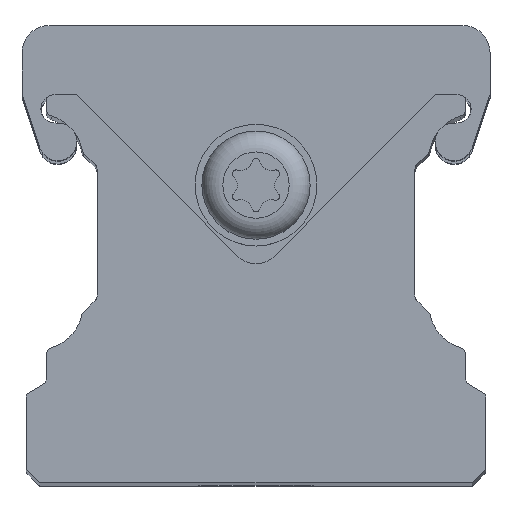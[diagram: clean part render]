
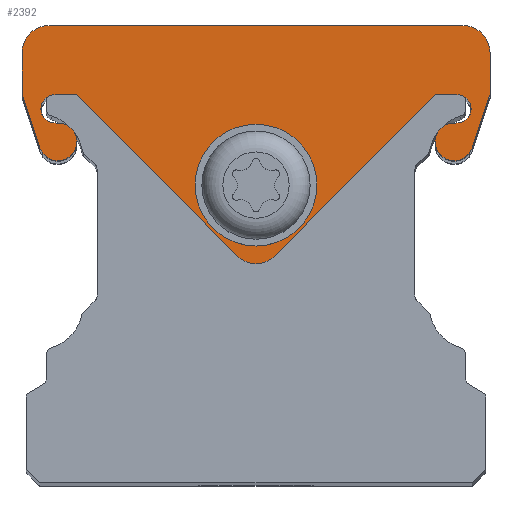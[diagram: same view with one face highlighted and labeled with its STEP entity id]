
A CAD part, top view. The second image highlights one B-rep face of the part: STEP entity #2392.
In plain terms, the highlighted planar face has unit normal (0, 0, 1).
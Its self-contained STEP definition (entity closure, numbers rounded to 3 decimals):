
#11 = VERTEX_POINT ( 'NONE', #2548 ) ;
#12 = VERTEX_POINT ( 'NONE', #2549 ) ;
#15 = VERTEX_POINT ( 'NONE', #2537 ) ;
#18 = VERTEX_POINT ( 'NONE', #2554 ) ;
#98 = EDGE_CURVE ( 'NONE', #2496, #2494, #613, .T. ) ;
#103 = EDGE_CURVE ( 'NONE', #2498, #2496, #619, .T. ) ;
#106 = EDGE_CURVE ( 'NONE', #2501, #2498, #626, .T. ) ;
#109 = EDGE_CURVE ( 'NONE', #11, #2501, #629, .T. ) ;
#112 = EDGE_CURVE ( 'NONE', #18, #11, #635, .T. ) ;
#115 = EDGE_CURVE ( 'NONE', #12, #18, #641, .T. ) ;
#116 = EDGE_CURVE ( 'NONE', #2404, #12, #643, .T. ) ;
#123 = EDGE_CURVE ( 'NONE', #2529, #2404, #653, .T. ) ;
#126 = EDGE_CURVE ( 'NONE', #2421, #2529, #659, .T. ) ;
#129 = EDGE_CURVE ( 'NONE', #2422, #2421, #667, .T. ) ;
#132 = EDGE_CURVE ( 'NONE', #2423, #2422, #669, .T. ) ;
#135 = EDGE_CURVE ( 'NONE', #2425, #2423, #674, .T. ) ;
#136 = EDGE_CURVE ( 'NONE', #15, #2425, #677, .T. ) ;
#143 = EDGE_CURVE ( 'NONE', #427, #15, #690, .T. ) ;
#146 = EDGE_CURVE ( 'NONE', #2275, #427, #692, .T. ) ;
#149 = EDGE_CURVE ( 'NONE', #2494, #2275, #687, .T. ) ;
#152 = EDGE_CURVE ( 'NONE', #3975, #3975, #704, .T. ) ;
#427 = VERTEX_POINT ( 'NONE', #2910 ) ;
#494 = FACE_BOUND ( 'NONE', #2111, .T. ) ;
#496 = FACE_OUTER_BOUND ( 'NONE', #2137, .T. ) ;
#613 = CIRCLE ( 'NONE', #1307, 2. ) ;
#619 = LINE ( 'NONE', #2741, #620 ) ;
#620 = VECTOR ( 'NONE', #2742, 1000. ) ;
#626 = CIRCLE ( 'NONE', #1306, 2. ) ;
#629 = LINE ( 'NONE', #2755, #630 ) ;
#630 = VECTOR ( 'NONE', #2756, 1000. ) ;
#635 = LINE ( 'NONE', #2761, #636 ) ;
#636 = VECTOR ( 'NONE', #2762, 1000. ) ;
#641 = CIRCLE ( 'NONE', #1309, 1.4 ) ;
#643 = CIRCLE ( 'NONE', #1311, 1.054 ) ;
#653 = LINE ( 'NONE', #2788, #654 ) ;
#654 = VECTOR ( 'NONE', #2789, 1000. ) ;
#659 = LINE ( 'NONE', #2794, #660 ) ;
#660 = VECTOR ( 'NONE', #2795, 1000. ) ;
#667 = CIRCLE ( 'NONE', #1316, 2. ) ;
#669 = LINE ( 'NONE', #2807, #670 ) ;
#670 = VECTOR ( 'NONE', #2808, 1000. ) ;
#674 = LINE ( 'NONE', #2814, #675 ) ;
#675 = VECTOR ( 'NONE', #2815, 1000. ) ;
#677 = CIRCLE ( 'NONE', #1317, 1.054 ) ;
#687 = LINE ( 'NONE', #2838, #698 ) ;
#690 = CIRCLE ( 'NONE', #1310, 1.4 ) ;
#692 = LINE ( 'NONE', #2840, #693 ) ;
#693 = VECTOR ( 'NONE', #2841, 1000. ) ;
#698 = VECTOR ( 'NONE', #2848, 1000. ) ;
#704 = CIRCLE ( 'NONE', #1324, 2. ) ;
#1306 = AXIS2_PLACEMENT_3D ( 'NONE', #2746, #2749, #2750 ) ;
#1307 = AXIS2_PLACEMENT_3D ( 'NONE', #2728, #2731, #2732 ) ;
#1309 = AXIS2_PLACEMENT_3D ( 'NONE', #2767, #2769, #2770 ) ;
#1310 = AXIS2_PLACEMENT_3D ( 'NONE', #2832, #2834, #2835 ) ;
#1311 = AXIS2_PLACEMENT_3D ( 'NONE', #2765, #2772, #2773 ) ;
#1316 = AXIS2_PLACEMENT_3D ( 'NONE', #2799, #2801, #2802 ) ;
#1317 = AXIS2_PLACEMENT_3D ( 'NONE', #2812, #2817, #2818 ) ;
#1324 = AXIS2_PLACEMENT_3D ( 'NONE', #2844, #2856, #2857 ) ;
#1552 = AXIS2_PLACEMENT_3D ( 'NONE', #3789, #3799, #3800 ) ;
#1835 = ORIENTED_EDGE ( 'NONE', *, *, #136, .T. ) ;
#1836 = ORIENTED_EDGE ( 'NONE', *, *, #135, .T. ) ;
#1837 = ORIENTED_EDGE ( 'NONE', *, *, #132, .T. ) ;
#1838 = ORIENTED_EDGE ( 'NONE', *, *, #129, .T. ) ;
#1839 = ORIENTED_EDGE ( 'NONE', *, *, #126, .T. ) ;
#1941 = ORIENTED_EDGE ( 'NONE', *, *, #123, .T. ) ;
#1942 = ORIENTED_EDGE ( 'NONE', *, *, #116, .T. ) ;
#1943 = ORIENTED_EDGE ( 'NONE', *, *, #115, .T. ) ;
#1944 = ORIENTED_EDGE ( 'NONE', *, *, #112, .T. ) ;
#1945 = ORIENTED_EDGE ( 'NONE', *, *, #109, .T. ) ;
#1946 = ORIENTED_EDGE ( 'NONE', *, *, #106, .T. ) ;
#1947 = ORIENTED_EDGE ( 'NONE', *, *, #103, .T. ) ;
#1948 = ORIENTED_EDGE ( 'NONE', *, *, #98, .T. ) ;
#1949 = ORIENTED_EDGE ( 'NONE', *, *, #149, .T. ) ;
#1950 = ORIENTED_EDGE ( 'NONE', *, *, #146, .T. ) ;
#1951 = ORIENTED_EDGE ( 'NONE', *, *, #143, .T. ) ;
#1952 = ORIENTED_EDGE ( 'NONE', *, *, #152, .F. ) ;
#2111 = EDGE_LOOP ( 'NONE', ( #1952 ) ) ;
#2137 = EDGE_LOOP ( 'NONE', ( #1835, #1836, #1837, #1838, #1839, #1941, #1942, #1943, #1944, #1945, #1946, #1947, #1948, #1949, #1950, #1951 ) ) ;
#2275 = VERTEX_POINT ( 'NONE', #3398 ) ;
#2392 = ADVANCED_FACE ( 'NONE', ( #496, #494 ), #3798, .T. ) ;
#2404 = VERTEX_POINT ( 'NONE', #3836 ) ;
#2421 = VERTEX_POINT ( 'NONE', #3852 ) ;
#2422 = VERTEX_POINT ( 'NONE', #3853 ) ;
#2423 = VERTEX_POINT ( 'NONE', #3854 ) ;
#2425 = VERTEX_POINT ( 'NONE', #3856 ) ;
#2494 = VERTEX_POINT ( 'NONE', #3925 ) ;
#2496 = VERTEX_POINT ( 'NONE', #3744 ) ;
#2498 = VERTEX_POINT ( 'NONE', #3944 ) ;
#2501 = VERTEX_POINT ( 'NONE', #3947 ) ;
#2529 = VERTEX_POINT ( 'NONE', #3954 ) ;
#2537 = CARTESIAN_POINT ( 'NONE',  ( -14.762, -7.204, 0. ) ) ;
#2548 = CARTESIAN_POINT ( 'NONE',  ( 17.3, -5.1, 0. ) ) ;
#2549 = CARTESIAN_POINT ( 'NONE',  ( 14.762, -7.204, 0. ) ) ;
#2554 = CARTESIAN_POINT ( 'NONE',  ( 15.977, -9.045, 0. ) ) ;
#2728 = CARTESIAN_POINT ( 'NONE',  ( -15.3, -2., 0. ) ) ;
#2731 = DIRECTION ( 'NONE',  ( 0., 0., 1. ) ) ;
#2732 = DIRECTION ( 'NONE',  ( 1., 0., 0. ) ) ;
#2741 = CARTESIAN_POINT ( 'NONE',  ( -15.3, 0., 0. ) ) ;
#2742 = DIRECTION ( 'NONE',  ( -1., 0., 0. ) ) ;
#2746 = CARTESIAN_POINT ( 'NONE',  ( 15.3, -2., 0. ) ) ;
#2749 = DIRECTION ( 'NONE',  ( 0., 0., 1. ) ) ;
#2750 = DIRECTION ( 'NONE',  ( 1., 0., 0. ) ) ;
#2755 = CARTESIAN_POINT ( 'NONE',  ( 17.3, -2., 0. ) ) ;
#2756 = DIRECTION ( 'NONE',  ( 0., 1., 0. ) ) ;
#2761 = CARTESIAN_POINT ( 'NONE',  ( 17.3, -5.1, 0. ) ) ;
#2762 = DIRECTION ( 'NONE',  ( 0.318, 0.948, 0. ) ) ;
#2765 = CARTESIAN_POINT ( 'NONE',  ( 14.846, -6.154, 0. ) ) ;
#2767 = CARTESIAN_POINT ( 'NONE',  ( 14.65, -8.6, 0. ) ) ;
#2769 = DIRECTION ( 'NONE',  ( 0., 0., 1. ) ) ;
#2770 = DIRECTION ( 'NONE',  ( 1., 0., 0. ) ) ;
#2772 = DIRECTION ( 'NONE',  ( 0., 0., -1. ) ) ;
#2773 = DIRECTION ( 'NONE',  ( 1., 0., 0. ) ) ;
#2788 = CARTESIAN_POINT ( 'NONE',  ( 14.846, -5.1, 0. ) ) ;
#2789 = DIRECTION ( 'NONE',  ( 1., 0., 0. ) ) ;
#2794 = CARTESIAN_POINT ( 'NONE',  ( 13.25, -5.1, 0. ) ) ;
#2795 = DIRECTION ( 'NONE',  ( 0.705, 0.709, 0. ) ) ;
#2799 = CARTESIAN_POINT ( 'NONE',  ( 0., -15.6, 0. ) ) ;
#2801 = DIRECTION ( 'NONE',  ( 0., 0., 1. ) ) ;
#2802 = DIRECTION ( 'NONE',  ( 1., 0., 0. ) ) ;
#2807 = CARTESIAN_POINT ( 'NONE',  ( -13.25, -5.1, 0. ) ) ;
#2808 = DIRECTION ( 'NONE',  ( 0.705, -0.709, 0. ) ) ;
#2812 = CARTESIAN_POINT ( 'NONE',  ( -14.846, -6.154, 0. ) ) ;
#2814 = CARTESIAN_POINT ( 'NONE',  ( -14.846, -5.1, 0. ) ) ;
#2815 = DIRECTION ( 'NONE',  ( 1., 0., 0. ) ) ;
#2817 = DIRECTION ( 'NONE',  ( 0., 0., -1. ) ) ;
#2818 = DIRECTION ( 'NONE',  ( 1., 0., 0. ) ) ;
#2832 = CARTESIAN_POINT ( 'NONE',  ( -14.65, -8.6, 0. ) ) ;
#2834 = DIRECTION ( 'NONE',  ( 0., 0., 1. ) ) ;
#2835 = DIRECTION ( 'NONE',  ( 1., 0., 0. ) ) ;
#2838 = CARTESIAN_POINT ( 'NONE',  ( -17.3, -2., 0. ) ) ;
#2840 = CARTESIAN_POINT ( 'NONE',  ( -17.3, -5.1, 0. ) ) ;
#2841 = DIRECTION ( 'NONE',  ( 0.318, -0.948, 0. ) ) ;
#2844 = CARTESIAN_POINT ( 'NONE',  ( 0., -11.8, 0. ) ) ;
#2848 = DIRECTION ( 'NONE',  ( 0., -1., 0. ) ) ;
#2856 = DIRECTION ( 'NONE',  ( 0., 0., 1. ) ) ;
#2857 = DIRECTION ( 'NONE',  ( 1., 0., 0. ) ) ;
#2910 = CARTESIAN_POINT ( 'NONE',  ( -15.977, -9.045, 0. ) ) ;
#3398 = CARTESIAN_POINT ( 'NONE',  ( -17.3, -5.1, 0. ) ) ;
#3744 = CARTESIAN_POINT ( 'NONE',  ( -15.3, 0., 0. ) ) ;
#3789 = CARTESIAN_POINT ( 'NONE',  ( -15.3, -2., 0. ) ) ;
#3798 = PLANE ( 'NONE',  #1552 ) ;
#3799 = DIRECTION ( 'NONE',  ( 0., 0., 1. ) ) ;
#3800 = DIRECTION ( 'NONE',  ( 1., 0., 0. ) ) ;
#3836 = CARTESIAN_POINT ( 'NONE',  ( 14.846, -5.1, 0. ) ) ;
#3852 = CARTESIAN_POINT ( 'NONE',  ( 1.419, -17.01, 0. ) ) ;
#3853 = CARTESIAN_POINT ( 'NONE',  ( -1.419, -17.01, 0. ) ) ;
#3854 = CARTESIAN_POINT ( 'NONE',  ( -13.25, -5.1, 0. ) ) ;
#3856 = CARTESIAN_POINT ( 'NONE',  ( -14.846, -5.1, 0. ) ) ;
#3925 = CARTESIAN_POINT ( 'NONE',  ( -17.3, -2., 0. ) ) ;
#3944 = CARTESIAN_POINT ( 'NONE',  ( 15.3, 0., 0. ) ) ;
#3947 = CARTESIAN_POINT ( 'NONE',  ( 17.3, -2., 0. ) ) ;
#3954 = CARTESIAN_POINT ( 'NONE',  ( 13.25, -5.1, 0. ) ) ;
#3975 = VERTEX_POINT ( 'NONE', #3976 ) ;
#3976 = CARTESIAN_POINT ( 'NONE',  ( 2., -11.8, 0. ) ) ;
